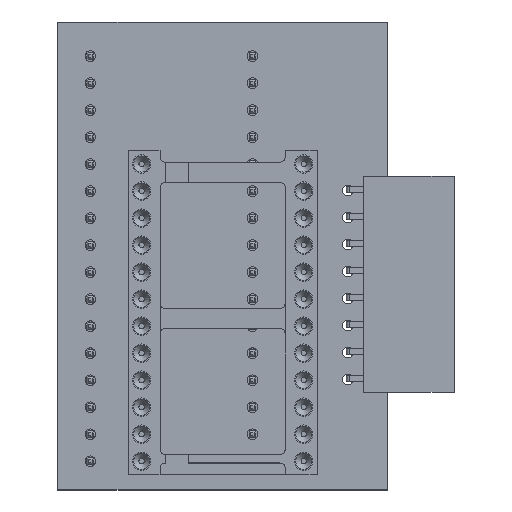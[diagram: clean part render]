
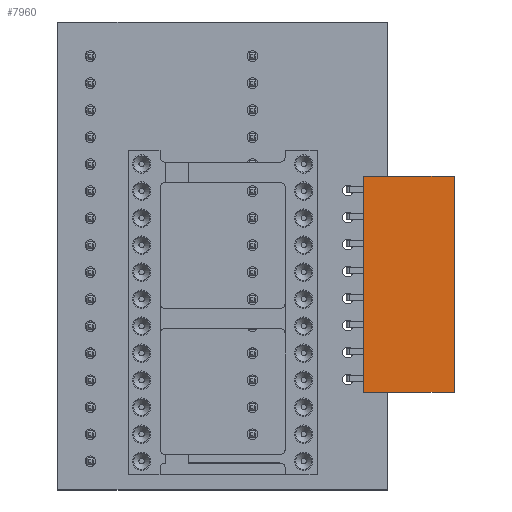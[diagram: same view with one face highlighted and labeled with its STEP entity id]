
A CAD part, top view. The second image highlights one B-rep face of the part: STEP entity #7960.
In plain terms, the highlighted planar face has unit normal (0, 0, 1).
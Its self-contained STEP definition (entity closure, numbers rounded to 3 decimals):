
#7960 = ADVANCED_FACE('',(#7961),#7995,.F.);
#7961 = FACE_BOUND('',#7962,.F.);
#7962 = EDGE_LOOP('',(#7963,#7973,#7981,#7989));
#7963 = ORIENTED_EDGE('',*,*,#7964,.T.);
#7964 = EDGE_CURVE('',#7965,#7967,#7969,.T.);
#7965 = VERTEX_POINT('',#7966);
#7966 = CARTESIAN_POINT('',(-1.52,-19.05,2.54));
#7967 = VERTEX_POINT('',#7968);
#7968 = CARTESIAN_POINT('',(-10.03,-19.05,2.54));
#7969 = LINE('',#7970,#7971);
#7970 = CARTESIAN_POINT('',(-1.52,-19.05,2.54));
#7971 = VECTOR('',#7972,1.);
#7972 = DIRECTION('',(-1.,0.,0.));
#7973 = ORIENTED_EDGE('',*,*,#7974,.T.);
#7974 = EDGE_CURVE('',#7967,#7975,#7977,.T.);
#7975 = VERTEX_POINT('',#7976);
#7976 = CARTESIAN_POINT('',(-10.03,1.27,2.54));
#7977 = LINE('',#7978,#7979);
#7978 = CARTESIAN_POINT('',(-10.03,-19.05,2.54));
#7979 = VECTOR('',#7980,1.);
#7980 = DIRECTION('',(0.,1.,0.));
#7981 = ORIENTED_EDGE('',*,*,#7982,.F.);
#7982 = EDGE_CURVE('',#7983,#7975,#7985,.T.);
#7983 = VERTEX_POINT('',#7984);
#7984 = CARTESIAN_POINT('',(-1.52,1.27,2.54));
#7985 = LINE('',#7986,#7987);
#7986 = CARTESIAN_POINT('',(-1.52,1.27,2.54));
#7987 = VECTOR('',#7988,1.);
#7988 = DIRECTION('',(-1.,0.,0.));
#7989 = ORIENTED_EDGE('',*,*,#7990,.F.);
#7990 = EDGE_CURVE('',#7965,#7983,#7991,.T.);
#7991 = LINE('',#7992,#7993);
#7992 = CARTESIAN_POINT('',(-1.52,-19.05,2.54));
#7993 = VECTOR('',#7994,1.);
#7994 = DIRECTION('',(0.,1.,0.));
#7995 = PLANE('',#7996);
#7996 = AXIS2_PLACEMENT_3D('',#7997,#7998,#7999);
#7997 = CARTESIAN_POINT('',(-1.52,-19.05,2.54));
#7998 = DIRECTION('',(0.,0.,-1.));
#7999 = DIRECTION('',(0.,1.,0.));
